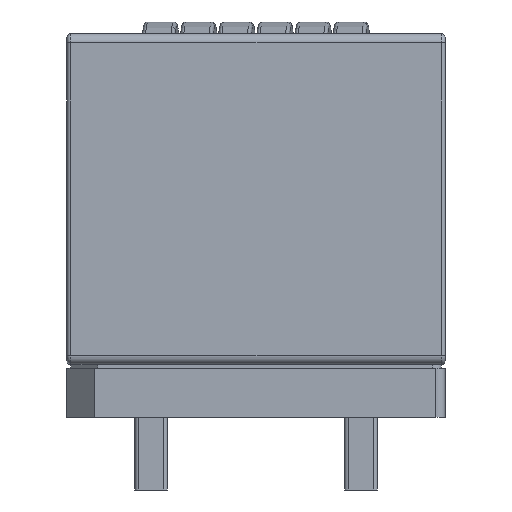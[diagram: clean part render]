
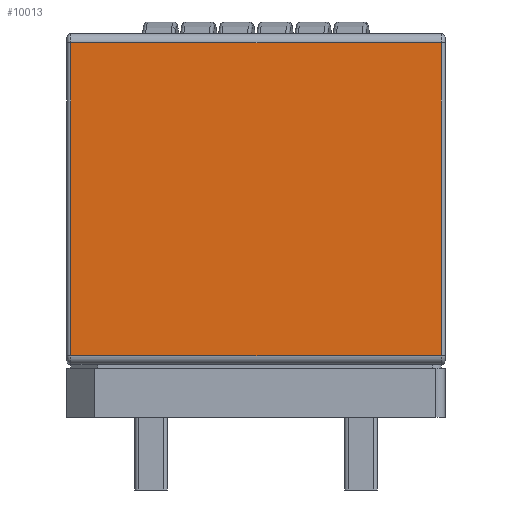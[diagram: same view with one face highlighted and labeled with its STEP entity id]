
A CAD part, left-side view. The second image highlights one B-rep face of the part: STEP entity #10013.
In plain terms, the highlighted planar face has unit normal (-1, 0, 0).
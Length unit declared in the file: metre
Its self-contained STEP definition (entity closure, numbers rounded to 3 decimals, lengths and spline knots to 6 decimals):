
#952=PLANE('',#10414);
#1217=LINE('',#13284,#1875);
#1537=LINE('',#15556,#2195);
#1538=LINE('',#15558,#2196);
#1539=LINE('',#15560,#2197);
#1875=VECTOR('',#10983,1.);
#2195=VECTOR('',#11657,1.);
#2196=VECTOR('',#11658,1.);
#2197=VECTOR('',#11659,1.);
#3691=ORIENTED_EDGE('',*,*,#5017,.F.);
#3692=ORIENTED_EDGE('',*,*,#5018,.T.);
#3693=ORIENTED_EDGE('',*,*,#5019,.T.);
#3694=ORIENTED_EDGE('',*,*,#4632,.T.);
#4632=EDGE_CURVE('',#5574,#5575,#1217,.T.);
#5017=EDGE_CURVE('',#5783,#5575,#1537,.T.);
#5018=EDGE_CURVE('',#5783,#5784,#1538,.T.);
#5019=EDGE_CURVE('',#5784,#5574,#1539,.T.);
#5574=VERTEX_POINT('',#13277);
#5575=VERTEX_POINT('',#13281);
#5783=VERTEX_POINT('',#15557);
#5784=VERTEX_POINT('',#15559);
#6350=EDGE_LOOP('',(#3691,#3692,#3693,#3694));
#6810=FACE_BOUND('',#6350,.T.);
#10013=ADVANCED_FACE('',(#6810),#952,.T.);
#10414=AXIS2_PLACEMENT_3D('',#15555,#11655,#11656);
#10983=DIRECTION('',(0.,0.,1.));
#11655=DIRECTION('',(-1.,0.,0.));
#11656=DIRECTION('',(0.,0.,1.));
#11657=DIRECTION('',(0.,-1.,0.));
#11658=DIRECTION('',(0.,0.,-1.));
#11659=DIRECTION('',(0.,-1.,0.));
#13277=CARTESIAN_POINT('',(-0.0125,-0.0102,0.00205));
#13281=CARTESIAN_POINT('',(-0.0125,-0.0102,0.01925));
#13284=CARTESIAN_POINT('',(-0.0125,-0.0102,0.01925));
#15555=CARTESIAN_POINT('',(-0.0125,0.0104,0.01975));
#15556=CARTESIAN_POINT('',(-0.0125,0.0104,0.01925));
#15557=CARTESIAN_POINT('',(-0.0125,0.0102,0.01925));
#15558=CARTESIAN_POINT('',(-0.0125,0.0102,0.00205));
#15559=CARTESIAN_POINT('',(-0.0125,0.0102,0.00205));
#15560=CARTESIAN_POINT('',(-0.0125,0.0104,0.00205));
